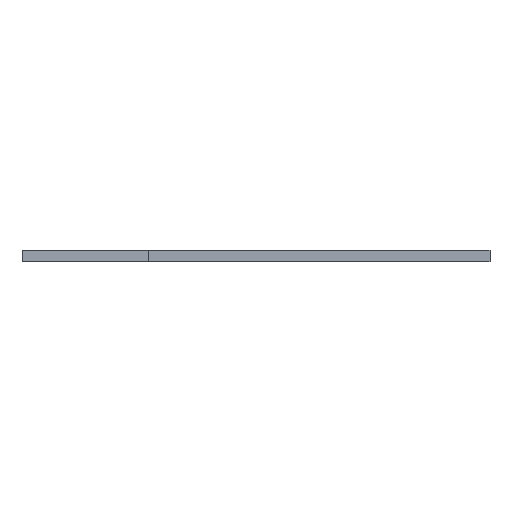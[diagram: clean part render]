
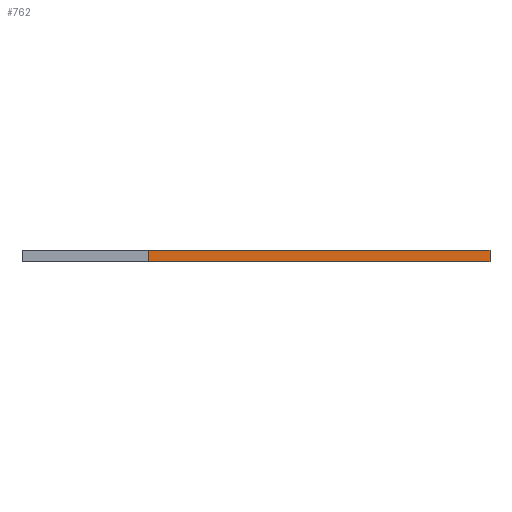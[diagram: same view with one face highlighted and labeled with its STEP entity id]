
A CAD part, left-side view. The second image highlights one B-rep face of the part: STEP entity #762.
In plain terms, the highlighted planar face has unit normal (-1, 0, 0).
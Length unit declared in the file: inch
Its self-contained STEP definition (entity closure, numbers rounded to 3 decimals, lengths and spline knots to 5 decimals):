
#68 = DIRECTION ( 'NONE',  ( 0., 0., 1. ) ) ;
#124 = DIRECTION ( 'NONE',  ( 0., 1., 0. ) ) ;
#151 = FACE_OUTER_BOUND ( 'NONE', #186, .T. ) ;
#152 = VECTOR ( 'NONE', #680, 39.37008 ) ;
#186 = EDGE_LOOP ( 'NONE', ( #382, #360, #422, #734 ) ) ;
#217 = VERTEX_POINT ( 'NONE', #867 ) ;
#236 = CARTESIAN_POINT ( 'NONE',  ( 0.17724, 1.19114, 0. ) ) ;
#259 = VECTOR ( 'NONE', #124, 39.37008 ) ;
#279 = EDGE_CURVE ( 'NONE', #677, #856, #356, .T. ) ;
#282 = VERTEX_POINT ( 'NONE', #771 ) ;
#301 = DIRECTION ( 'NONE',  ( 0., 1., 0. ) ) ;
#356 = LINE ( 'NONE', #697, #152 ) ;
#360 = ORIENTED_EDGE ( 'NONE', *, *, #279, .F. ) ;
#382 = ORIENTED_EDGE ( 'NONE', *, *, #1015, .T. ) ;
#391 = CARTESIAN_POINT ( 'NONE',  ( 0.17724, -2., 0.1 ) ) ;
#422 = ORIENTED_EDGE ( 'NONE', *, *, #998, .F. ) ;
#476 = VECTOR ( 'NONE', #68, 39.37008 ) ;
#498 = DIRECTION ( 'NONE',  ( 1., 0., 0. ) ) ;
#552 = VECTOR ( 'NONE', #301, 39.37008 ) ;
#555 = LINE ( 'NONE', #898, #259 ) ;
#668 = CARTESIAN_POINT ( 'NONE',  ( 0.17724, -2., 0. ) ) ;
#673 = LINE ( 'NONE', #755, #476 ) ;
#677 = VERTEX_POINT ( 'NONE', #236 ) ;
#680 = DIRECTION ( 'NONE',  ( 0., 0., 1. ) ) ;
#691 = EDGE_CURVE ( 'NONE', #282, #217, #673, .T. ) ;
#697 = CARTESIAN_POINT ( 'NONE',  ( 0.17724, 1.19114, 0. ) ) ;
#734 = ORIENTED_EDGE ( 'NONE', *, *, #691, .T. ) ;
#741 = AXIS2_PLACEMENT_3D ( 'NONE', #668, #498, #1000 ) ;
#746 = PLANE ( 'NONE',  #741 ) ;
#755 = CARTESIAN_POINT ( 'NONE',  ( 0.17724, -2., 0. ) ) ;
#762 = ADVANCED_FACE ( 'NONE', ( #151 ), #746, .F. ) ;
#766 = CARTESIAN_POINT ( 'NONE',  ( 0.17724, 1.19114, 0.1 ) ) ;
#771 = CARTESIAN_POINT ( 'NONE',  ( 0.17724, -2., 0. ) ) ;
#856 = VERTEX_POINT ( 'NONE', #766 ) ;
#867 = CARTESIAN_POINT ( 'NONE',  ( 0.17724, -2., 0.1 ) ) ;
#898 = CARTESIAN_POINT ( 'NONE',  ( 0.17724, -2., 0. ) ) ;
#998 = EDGE_CURVE ( 'NONE', #282, #677, #555, .T. ) ;
#1000 = DIRECTION ( 'NONE',  ( 0., 0., -1. ) ) ;
#1015 = EDGE_CURVE ( 'NONE', #217, #856, #1049, .T. ) ;
#1049 = LINE ( 'NONE', #391, #552 ) ;
